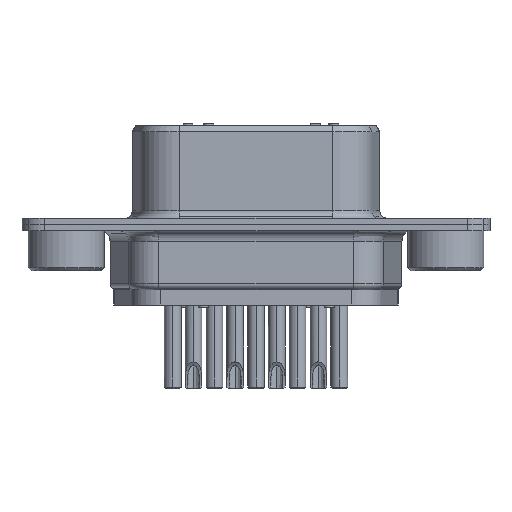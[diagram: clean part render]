
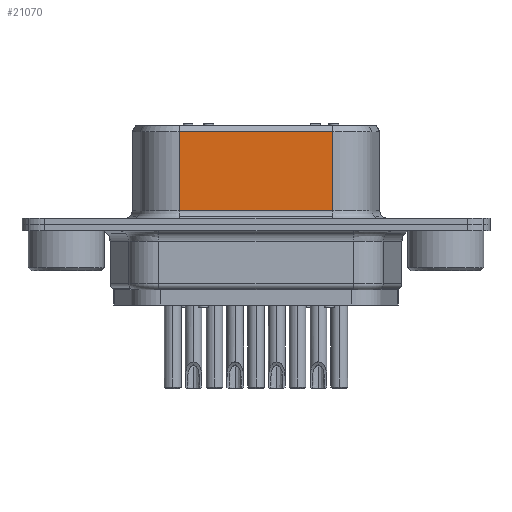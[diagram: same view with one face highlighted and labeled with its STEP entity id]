
A CAD part, front view. The second image highlights one B-rep face of the part: STEP entity #21070.
In plain terms, the highlighted planar face has unit normal (0, -1, 0).
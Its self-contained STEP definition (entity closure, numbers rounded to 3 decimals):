
#20716=CARTESIAN_POINT('',(-5.056,-4.0,-6.1));
#20717=VERTEX_POINT('',#20716);
#20734=CARTESIAN_POINT('',(5.056,-4.0,-6.1));
#20735=VERTEX_POINT('',#20734);
#20742=CARTESIAN_POINT('',(5.056,-4.0,-6.1));
#20743=DIRECTION('',(-1.0,0.0,0.0));
#20744=VECTOR('',#20743,10.113);
#20745=LINE('',#20742,#20744);
#20746=EDGE_CURVE('',#20735,#20717,#20745,.T.);
#21028=CARTESIAN_POINT('',(-5.056,-4.0,-0.9));
#21029=VERTEX_POINT('',#21028);
#21030=CARTESIAN_POINT('',(-5.056,-4.0,-0.9));
#21031=DIRECTION('',(0.0,0.0,-1.0));
#21032=VECTOR('',#21031,5.2);
#21033=LINE('',#21030,#21032);
#21034=EDGE_CURVE('',#21029,#20717,#21033,.T.);
#21047=CARTESIAN_POINT('',(0.0,-4.0,0.0));
#21048=DIRECTION('',(0.0,-1.0,0.0));
#21049=DIRECTION('',(0.0,0.0,-1.0));
#21050=AXIS2_PLACEMENT_3D('',#21047,#21048,#21049);
#21051=PLANE('',#21050);
#21052=ORIENTED_EDGE('',*,*,#20746,.F.);
#21053=CARTESIAN_POINT('',(5.056,-4.0,-0.9));
#21054=VERTEX_POINT('',#21053);
#21055=CARTESIAN_POINT('',(5.056,-4.0,-0.9));
#21056=DIRECTION('',(0.0,0.0,-1.0));
#21057=VECTOR('',#21056,5.2);
#21058=LINE('',#21055,#21057);
#21059=EDGE_CURVE('',#21054,#20735,#21058,.T.);
#21060=ORIENTED_EDGE('',*,*,#21059,.F.);
#21061=CARTESIAN_POINT('',(-5.056,-4.0,-0.9));
#21062=DIRECTION('',(1.0,0.0,0.0));
#21063=VECTOR('',#21062,10.113);
#21064=LINE('',#21061,#21063);
#21065=EDGE_CURVE('',#21029,#21054,#21064,.T.);
#21066=ORIENTED_EDGE('',*,*,#21065,.F.);
#21067=ORIENTED_EDGE('',*,*,#21034,.T.);
#21068=EDGE_LOOP('',(#21052,#21060,#21066,#21067));
#21069=FACE_OUTER_BOUND('',#21068,.T.);
#21070=ADVANCED_FACE('',(#21069),#21051,.T.);
